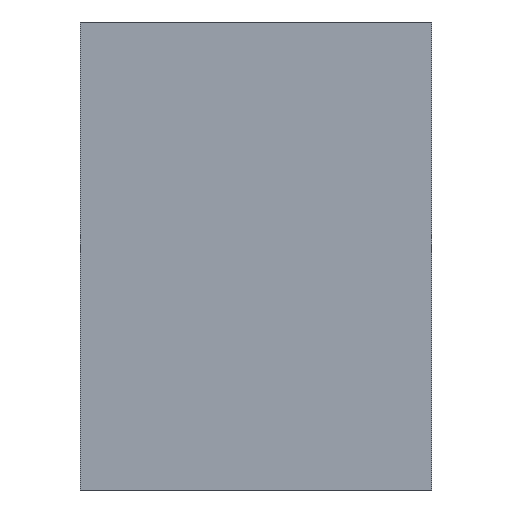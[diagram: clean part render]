
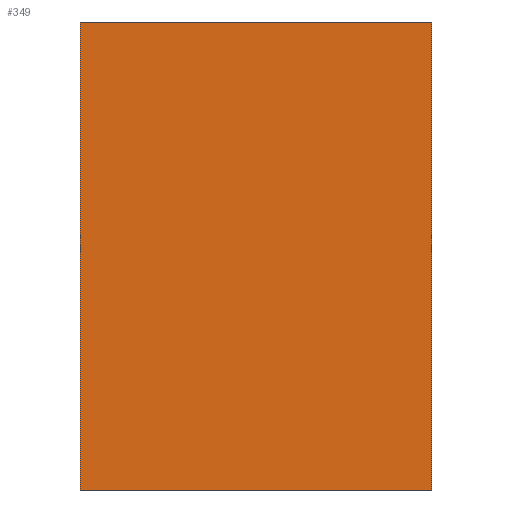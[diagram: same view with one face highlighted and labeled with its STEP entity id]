
A CAD part, front view. The second image highlights one B-rep face of the part: STEP entity #349.
In plain terms, the highlighted planar face has unit normal (0, -1, 0).
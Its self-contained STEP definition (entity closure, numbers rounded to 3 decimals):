
#23=FACE_OUTER_BOUND('',#41,.T.);
#41=EDGE_LOOP('',(#259,#260,#261,#262));
#75=LINE('',#528,#123);
#76=LINE('',#531,#124);
#77=LINE('',#533,#125);
#78=LINE('',#534,#126);
#123=VECTOR('',#433,10.);
#124=VECTOR('',#436,10.);
#125=VECTOR('',#437,10.);
#126=VECTOR('',#438,10.);
#163=VERTEX_POINT('',#524);
#164=VERTEX_POINT('',#526);
#165=VERTEX_POINT('',#530);
#166=VERTEX_POINT('',#532);
#203=EDGE_CURVE('',#163,#164,#75,.T.);
#204=EDGE_CURVE('',#163,#165,#76,.T.);
#205=EDGE_CURVE('',#166,#164,#77,.T.);
#206=EDGE_CURVE('',#165,#166,#78,.T.);
#259=ORIENTED_EDGE('',*,*,#204,.F.);
#260=ORIENTED_EDGE('',*,*,#203,.T.);
#261=ORIENTED_EDGE('',*,*,#205,.F.);
#262=ORIENTED_EDGE('',*,*,#206,.F.);
#331=PLANE('',#381);
#349=ADVANCED_FACE('',(#23),#331,.T.);
#381=AXIS2_PLACEMENT_3D('',#529,#434,#435);
#433=DIRECTION('',(0.,0.,1.));
#434=DIRECTION('center_axis',(0.,-1.,0.));
#435=DIRECTION('ref_axis',(1.,0.,0.));
#436=DIRECTION('',(-1.,0.,0.));
#437=DIRECTION('',(1.,0.,0.));
#438=DIRECTION('',(0.,0.,1.));
#524=CARTESIAN_POINT('',(15.,0.,0.));
#526=CARTESIAN_POINT('',(15.,0.,20.));
#528=CARTESIAN_POINT('',(15.,0.,0.));
#529=CARTESIAN_POINT('Origin',(0.,0.,0.));
#530=CARTESIAN_POINT('',(0.,0.,0.));
#531=CARTESIAN_POINT('',(15.,0.,0.));
#532=CARTESIAN_POINT('',(0.,0.,20.));
#533=CARTESIAN_POINT('',(15.,0.,20.));
#534=CARTESIAN_POINT('',(0.,0.,0.));
